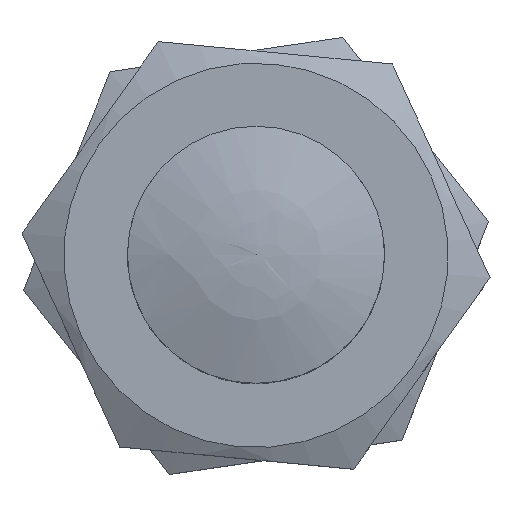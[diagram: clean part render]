
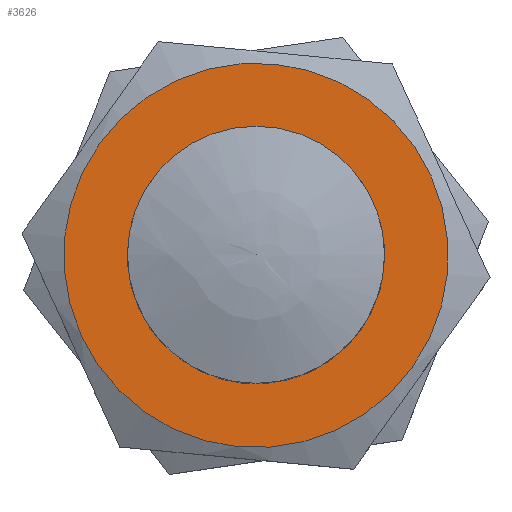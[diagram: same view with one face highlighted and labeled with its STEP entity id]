
A CAD part, top view. The second image highlights one B-rep face of the part: STEP entity #3626.
In plain terms, the highlighted planar face has unit normal (0, 0, 1).
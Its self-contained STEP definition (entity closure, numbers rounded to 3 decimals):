
#3595=CARTESIAN_POINT('',(9.025,-0.001,4.0));
#3596=VERTEX_POINT('',#3595);
#3597=CARTESIAN_POINT('',(0.055,-0.001,4.0));
#3598=DIRECTION('',(0.0,0.0,-1.0));
#3599=DIRECTION('',(-1.0,0.0,0.0));
#3600=AXIS2_PLACEMENT_3D('',#3597,#3598,#3599);
#3601=CIRCLE('',#3600,8.97);
#3602=EDGE_CURVE('',#3596,#3596,#3601,.T.);
#3607=CARTESIAN_POINT('',(0.055,-0.001,4.0));
#3608=DIRECTION('',(0.0,0.0,-1.0));
#3609=DIRECTION('',(-1.0,0.0,0.0));
#3610=AXIS2_PLACEMENT_3D('',#3607,#3608,#3609);
#3611=PLANE('',#3610);
#3612=ORIENTED_EDGE('',*,*,#3602,.F.);
#3613=EDGE_LOOP('',(#3612));
#3614=FACE_OUTER_BOUND('',#3613,.T.);
#3615=CARTESIAN_POINT('',(6.055,-0.001,4.0));
#3616=VERTEX_POINT('',#3615);
#3617=CARTESIAN_POINT('',(0.055,-0.001,4.0));
#3618=DIRECTION('',(0.0,0.0,-1.0));
#3619=DIRECTION('',(-1.0,0.0,0.0));
#3620=AXIS2_PLACEMENT_3D('',#3617,#3618,#3619);
#3621=CIRCLE('',#3620,6.);
#3622=EDGE_CURVE('',#3616,#3616,#3621,.T.);
#3623=ORIENTED_EDGE('',*,*,#3622,.T.);
#3624=EDGE_LOOP('',(#3623));
#3625=FACE_BOUND('',#3624,.T.);
#3626=ADVANCED_FACE('',(#3614,#3625),#3611,.F.);
